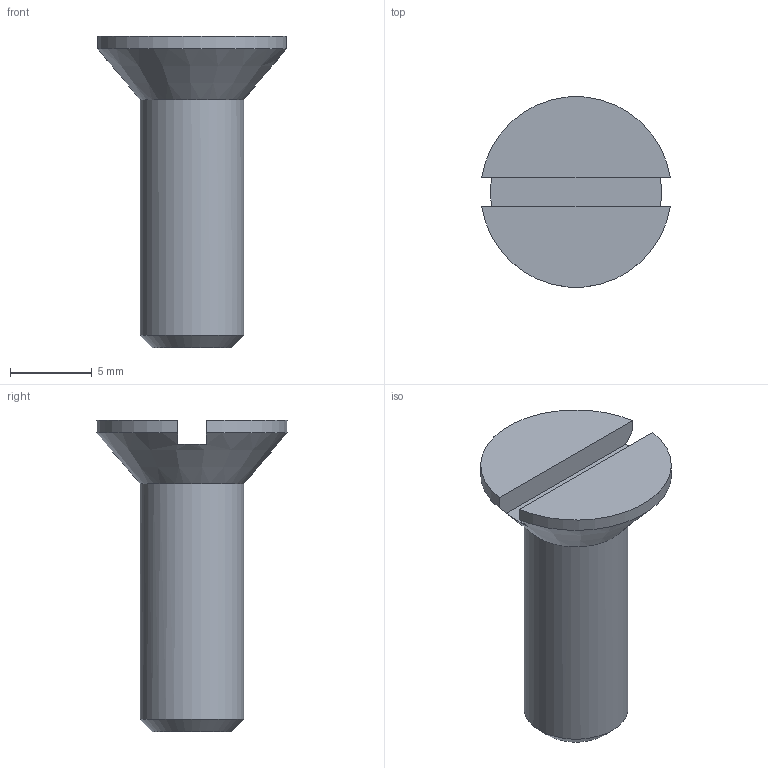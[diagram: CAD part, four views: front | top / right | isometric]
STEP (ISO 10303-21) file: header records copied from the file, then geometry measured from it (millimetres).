
FILE_DESCRIPTION( ( 'STEP AP214' ), '1' );
FILE_NAME( 'BN 48739 3465563 slot flat head countersunk machine screw 0.25x0.75.stp', '2020-08-17T01:52:11', ( 'License CC BY-ND 4.0' ), ( 'CADENAS' ), ' ', 'PARTsolutions', ' ' );
FILE_SCHEMA( ( 'AUTOMOTIVE_DESIGN { 1 0 10303 214 1 1 1 1 }' ) );
Length unit declared in the file: inch
Products named in the file (1): _BN 48739 3465563 slot flat head countersunk machine screw 0.25x0.75
Bounding box: 11.54 x 11.63 x 19.05 mm (x, y, z)
Volume: 732.4 mm3; surface area: 600.8 mm2
Topology: 1 solids, 1 shells, 11 faces, 26 edges, 17 vertices
Faces by surface type: plane 6, cylinder 3, cone 2
Full cylindrical faces by diameter (mm): 6.35 x1
Entity records: 396 total; most frequent: CARTESIAN_POINT 60, DIRECTION 50, ORIENTED_EDGE 42, AXIS2_PLACEMENT_3D 21, EDGE_CURVE 21, VERTEX_POINT 15, EDGE_LOOP 14, FACE_OUTER_BOUND 12
